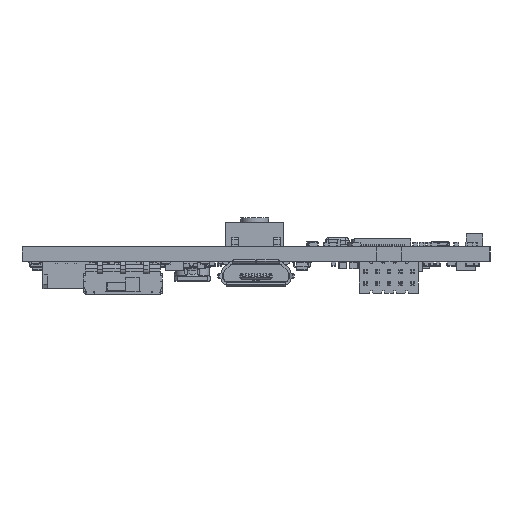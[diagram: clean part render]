
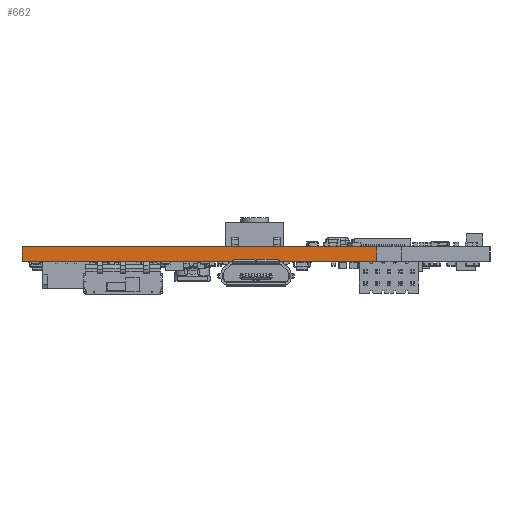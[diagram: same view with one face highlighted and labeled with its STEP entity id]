
A CAD part, left-side view. The second image highlights one B-rep face of the part: STEP entity #662.
In plain terms, the highlighted planar face has unit normal (-1, 0, 0).
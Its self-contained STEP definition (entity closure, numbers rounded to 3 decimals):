
#637 = VERTEX_POINT('',#638);
#638 = CARTESIAN_POINT('',(0.,12.28,1.6));
#644 = EDGE_CURVE('',#645,#637,#647,.T.);
#645 = VERTEX_POINT('',#646);
#646 = CARTESIAN_POINT('',(0.,12.28,0.));
#647 = LINE('',#648,#649);
#648 = CARTESIAN_POINT('',(0.,12.28,0.));
#649 = VECTOR('',#650,1.);
#650 = DIRECTION('',(0.,0.,1.));
#662 = ADVANCED_FACE('',(#663),#688,.T.);
#663 = FACE_BOUND('',#664,.T.);
#664 = EDGE_LOOP('',(#665,#666,#674,#682));
#665 = ORIENTED_EDGE('',*,*,#644,.T.);
#666 = ORIENTED_EDGE('',*,*,#667,.T.);
#667 = EDGE_CURVE('',#637,#668,#670,.T.);
#668 = VERTEX_POINT('',#669);
#669 = CARTESIAN_POINT('',(0.,50.5,1.6));
#670 = LINE('',#671,#672);
#671 = CARTESIAN_POINT('',(0.,12.28,1.6));
#672 = VECTOR('',#673,1.);
#673 = DIRECTION('',(0.,1.,0.));
#674 = ORIENTED_EDGE('',*,*,#675,.F.);
#675 = EDGE_CURVE('',#676,#668,#678,.T.);
#676 = VERTEX_POINT('',#677);
#677 = CARTESIAN_POINT('',(0.,50.5,0.));
#678 = LINE('',#679,#680);
#679 = CARTESIAN_POINT('',(0.,50.5,0.));
#680 = VECTOR('',#681,1.);
#681 = DIRECTION('',(0.,0.,1.));
#682 = ORIENTED_EDGE('',*,*,#683,.F.);
#683 = EDGE_CURVE('',#645,#676,#684,.T.);
#684 = LINE('',#685,#686);
#685 = CARTESIAN_POINT('',(0.,12.28,0.));
#686 = VECTOR('',#687,1.);
#687 = DIRECTION('',(0.,1.,0.));
#688 = PLANE('',#689);
#689 = AXIS2_PLACEMENT_3D('',#690,#691,#692);
#690 = CARTESIAN_POINT('',(0.,12.28,0.));
#691 = DIRECTION('',(-1.,0.,0.));
#692 = DIRECTION('',(0.,1.,0.));
